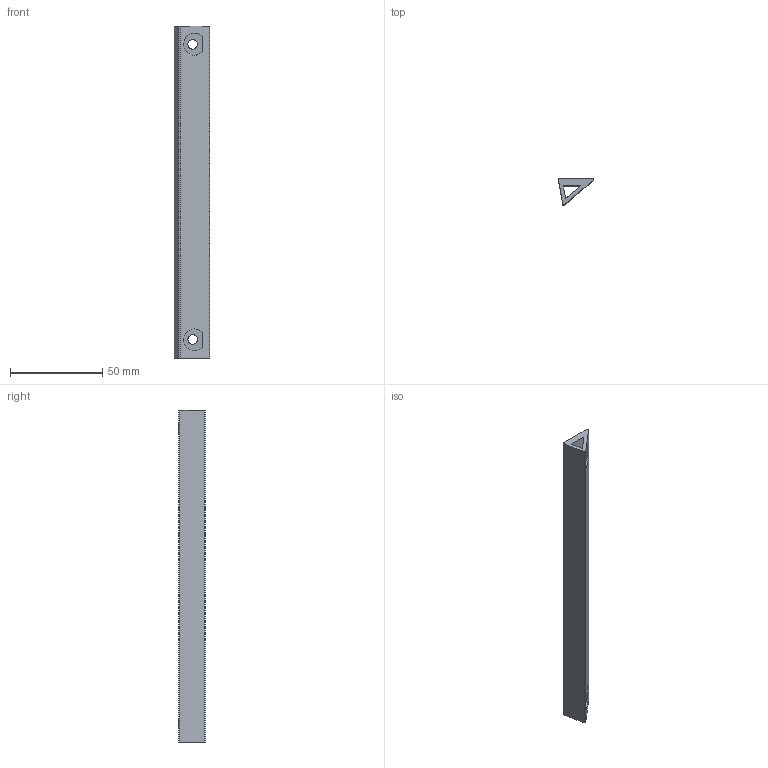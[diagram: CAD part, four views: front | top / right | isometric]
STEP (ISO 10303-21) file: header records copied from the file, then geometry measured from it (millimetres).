
FILE_DESCRIPTION(/* description */ (''),/* implementation_level */ '2;1');
FILE_NAME(/* name */ 'led_strip_mount_segment.stp',/* time_stamp */ '2017-01-12T11:50:03+01:00',/* author */ (''),/* organization */ (''),/* preprocessor_version */ 'ST-DEVELOPER v16.5',/* originating_system */ 'Autodesk Translation Framework v5.2.0.2920',/* authorisation */ '');
FILE_SCHEMA (('AUTOMOTIVE_DESIGN { 1 0 10303 214 3 1 1 }'));
Length unit declared in the file: millimetre
Products named in the file (1): Untitled v1
Bounding box: 19.04 x 14.33 x 180 mm (x, y, z)
Volume: 19888.9 mm3; surface area: 14888.3 mm2
Topology: 1 solids, 1 shells, 15 faces, 47 edges, 32 vertices
Faces by surface type: plane 8, cylinder 7
Full cylindrical faces by diameter (mm): 5.2 x2
Entity records: 549 total; most frequent: DIRECTION 93, CARTESIAN_POINT 89, ORIENTED_EDGE 86, EDGE_CURVE 43, AXIS2_PLACEMENT_3D 34, VERTEX_POINT 30, EDGE_LOOP 25, LINE 25
